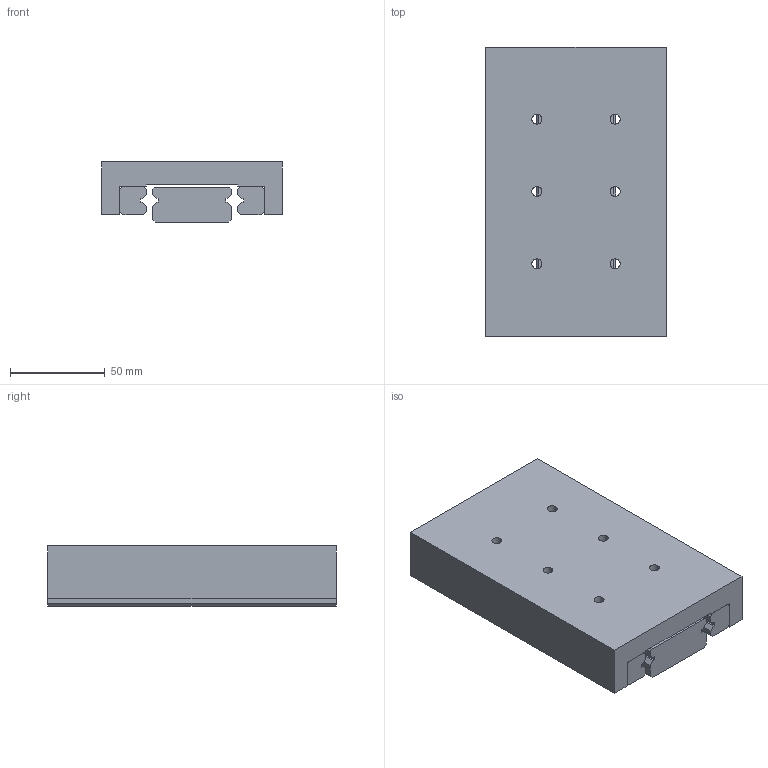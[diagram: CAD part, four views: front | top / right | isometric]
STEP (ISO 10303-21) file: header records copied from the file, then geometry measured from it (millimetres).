
FILE_DESCRIPTION((''),'2;1');
FILE_NAME('LP37-6-6.stp','2003-11-11T14:05:20',('raulmb'),(''),'Autodesk Inventor (tm) 5.3','Autodesk Inventor (tm) 5.3','');
FILE_SCHEMA(('CONFIG_CONTROL_DESIGN'));
Length unit declared in the file: inch
Products named in the file (5): LP37-6-6; LP37-6-6 TOP-PLATE; LP37-6-6 SLIDE; LP37-6-6 RAIL-1; LP37-6-6 RAIL-2
Assembly tree (4 placements, depth 2):
  LP37-6-6
    LP37-6-6 TOP-PLATE
    LP37-6-6 SLIDE
    LP37-6-6 RAIL-1
    LP37-6-6 RAIL-2
Bounding box: 95.25 x 152.4 x 31.75 mm (x, y, z)
Volume: 390065.2 mm3; surface area: 87038.9 mm2
Topology: 4 solids, 4 shells, 99 faces, 264 edges, 176 vertices
Faces by surface type: plane 68, bspline 31
Entity records: 4123 total; most frequent: CARTESIAN_POINT 1033, ORIENTED_EDGE 528, DIRECTION 474, EDGE_CURVE 264, VECTOR 208, LINE 208, VERTEX_POINT 176, AXIS2_PLACEMENT_3D 133
